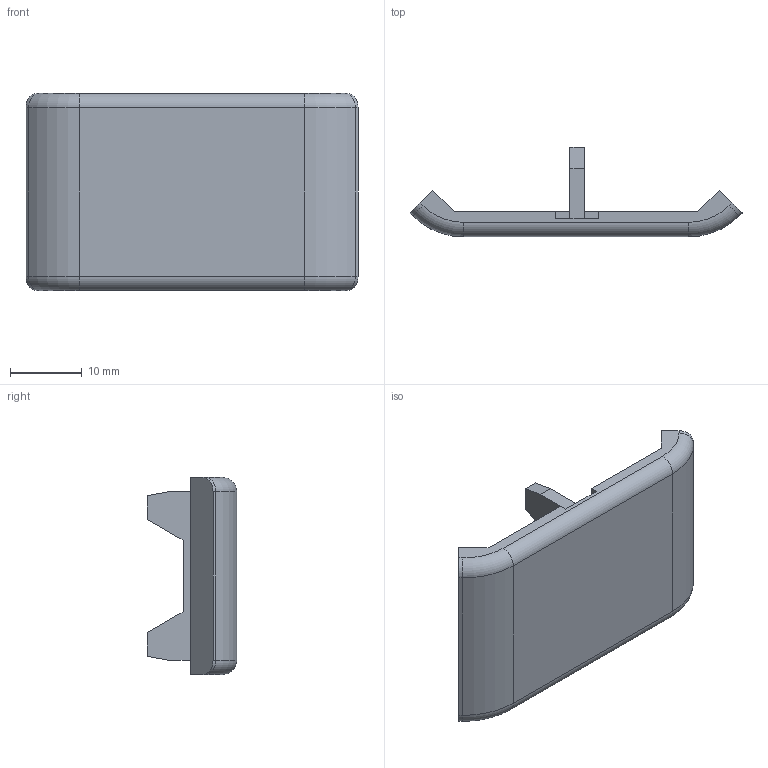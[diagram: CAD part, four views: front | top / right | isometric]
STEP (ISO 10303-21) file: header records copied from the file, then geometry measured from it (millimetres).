
FILE_DESCRIPTION(/* description */ ('Záslepka fixačního úhelníku'),/* implementation_level */ '2;1');
FILE_NAME(/* name */ '302828Z.stp',/* time_stamp */ '2013-12-06T07:53:27+01:00',/* author */ ('PC'),/* organization */ (''),/* preprocessor_version */ 'ST-DEVELOPER v15.2',/* originating_system */ 'Autodesk Inventor 2014',/* authorisation */ '');
FILE_SCHEMA (('AUTOMOTIVE_DESIGN { 1 0 10303 214 3 1 1 }'));
Length unit declared in the file: millimetre
Products named in the file (1): 302828Z
Bounding box: 46.34 x 12.5 x 27.5 mm (x, y, z)
Volume: 3826.5 mm3; surface area: 3541.6 mm2
Topology: 1 solids, 1 shells, 44 faces, 118 edges, 76 vertices
Faces by surface type: plane 32, cylinder 8, torus 4
Entity records: 1379 total; most frequent: CARTESIAN_POINT 239, ORIENTED_EDGE 236, DIRECTION 228, EDGE_CURVE 118, LINE 98, VECTOR 98, VERTEX_POINT 76, AXIS2_PLACEMENT_3D 65
